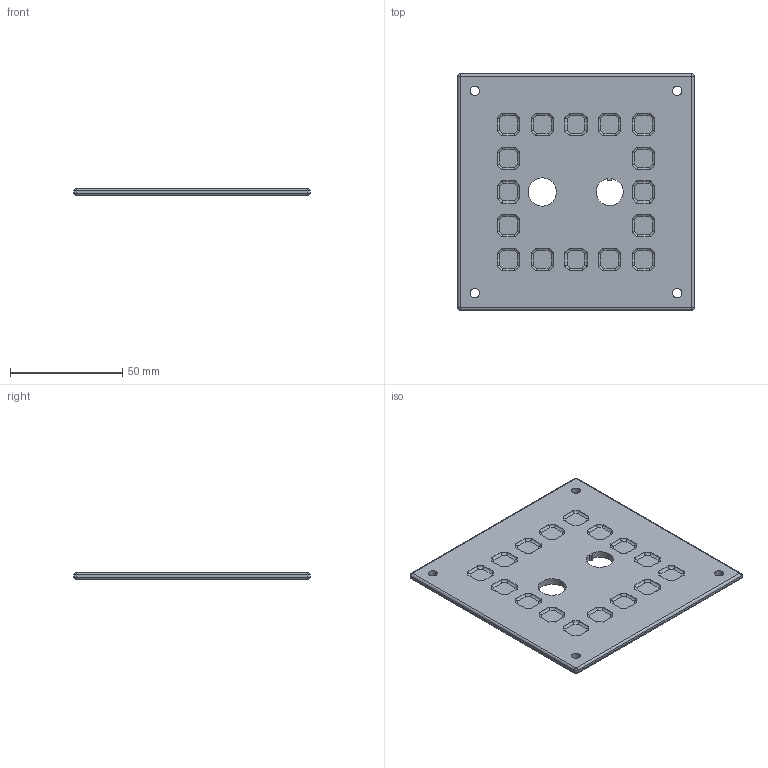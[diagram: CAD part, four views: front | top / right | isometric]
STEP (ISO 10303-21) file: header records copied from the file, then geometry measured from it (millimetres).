
FILE_DESCRIPTION(('STEP AP242'), '1');
FILE_NAME('itemPlankPanel3', '', ('UNSPECIFIED'), ('UNSPECIFIED'), 'C3D Converter', 'C3D Toolkit', '');
FILE_SCHEMA(('AP242_MANAGED_MODEL_BASED_3D_ENGINEERING_MIM_LF { 1 0 10303 442 1 1 4 }'));
Length unit declared in the file: millimetre
Bounding box: 105 x 105 x 3 mm (x, y, z)
Volume: 30678.2 mm3; surface area: 23072.5 mm2
Topology: 1 solids, 1 shells, 181 faces, 473 edges, 302 vertices
Faces by surface type: cylinder 148, plane 25, sphere 8
Full cylindrical faces by diameter (mm): 4 x4, 12.6 x1
Entity records: 5421 total; most frequent: CARTESIAN_POINT 1328, ORIENTED_EDGE 920, DIRECTION 736, EDGE_CURVE 460, VERTEX_POINT 302, LINE 292, VECTOR 292, AXIS2_PLACEMENT_3D 222
